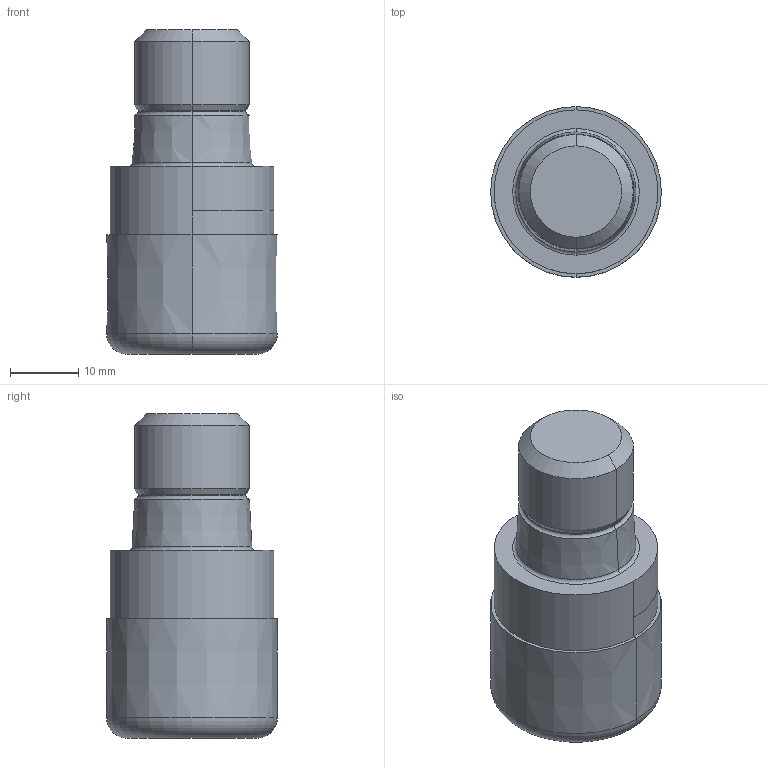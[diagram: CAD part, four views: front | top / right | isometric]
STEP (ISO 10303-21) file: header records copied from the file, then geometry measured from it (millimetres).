
FILE_DESCRIPTION(('no description'),'unknown implementation level');
FILE_NAME('solidcYSvUJ_6tqresIg9Ocv_0EWB7qE_1.STP',' ',('CIMSOURCE GmbH'),('CADClick - KiM GmbH - www.kimweb.de'),'unknown preprocess','ACIS','unknown authorization');
FILE_SCHEMA(('automotive_design'));
Length unit declared in the file: millimetre
Products named in the file (2): 1; 2
Bounding box: 25 x 25 x 47.5 mm (x, y, z)
Volume: 17334.5 mm3; surface area: 6000.4 mm2
Topology: 2 solids, 2 shells, 38 faces, 74 edges, 44 vertices
Faces by surface type: cylinder 12, cone 12, plane 8, torus 6
Entity records: 1943 total; most frequent: DIRECTION 212, CARTESIAN_POINT 162, STYLED_ITEM 158, PRESENTATION_STYLE_ASSIGNMENT 158, COLOUR_RGB 158, ORIENTED_EDGE 148, AXIS2_PLACEMENT_3D 94, EDGE_CURVE 74
